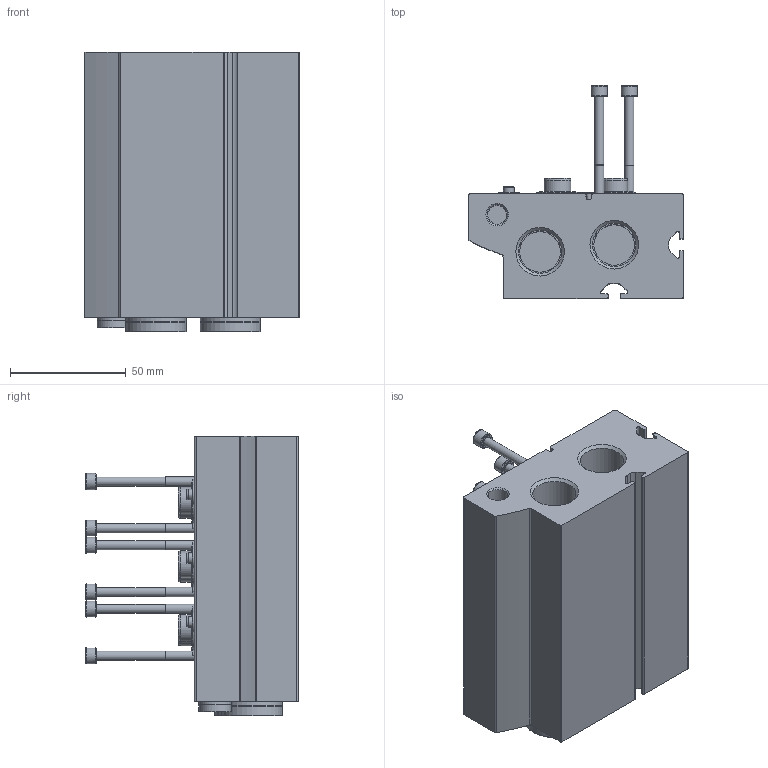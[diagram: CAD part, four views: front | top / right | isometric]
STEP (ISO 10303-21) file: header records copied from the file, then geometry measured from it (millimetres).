
FILE_DESCRIPTION(/* description */ ('STEP AP214'),/* implementation_level */ '2;1');
FILE_NAME(/* name */ '8026280_VABM-B10-25E-G12-3-P3',/* time_stamp */ '2024-09-14T09:46:51+02:00',/* author */ ('License CC BY-ND 4.0'),/* organization */ ('CADENAS'),/* preprocessor_version */ 'ST-DEVELOPER v19.3',/* originating_system */ 'PARTsolutions',/* authorisation */ ' ');
FILE_SCHEMA (('AUTOMOTIVE_DESIGN {1 0 10303 214 3 1 1}'));
Length unit declared in the file: millimetre
Products named in the file (7): 8026280 VABM-B10-25E-G12-3-P3; 8026280 VABM-B10-25E-G12-3-P3---(M); 1841565 VUVS-G14-2---(S); 2833735 F-M4x50-10.9; 1743809 VUVS-M5---(S); 3571 B-1/2---(Plug); 3568 B-1/8---(Plug)
Assembly tree (16 placements, depth 2):
  8026280 VABM-B10-25E-G12-3-P3
    8026280 VABM-B10-25E-G12-3-P3---(M)
    1841565 VUVS-G14-2---(S)  x3
    2833735 F-M4x50-10.9  x6
    1743809 VUVS-M5---(S)  x3
    3571 B-1/2---(Plug)  x2
    3568 B-1/8---(Plug)
Bounding box: 93 x 91.8 x 120.85 mm (x, y, z)
Volume: 379341.4 mm3; surface area: 83050.6 mm2
Topology: 16 solids, 16 shells, 664 faces, 1568 edges, 1002 vertices
Faces by surface type: plane 328, cylinder 199, cone 110, torus 27
Full cylindrical faces by diameter (mm): 2.9 x3, 3.242 x7, 3.5 x1, 3.9 x6, 4 x6, 4.134 x3, 4.2 x3, 4.6 x3, 5.5 x4, 6.1 x3, 7 x12, 8.2 x1, 8.566 x2, 8.6 x6, 9 x3, 9.728 x1, 11.6 x6, 12.6 x1, 14 x2, 14.6 x6, 17.6 x2, 18.631 x4, 20.955 x2, 23.4 x2, 26 x4
Entity records: 9415 total; most frequent: CARTESIAN_POINT 1713, DIRECTION 1620, ORIENTED_EDGE 1324, EDGE_CURVE 662, AXIS2_PLACEMENT_3D 633, FACE_BOUND 527, EDGE_LOOP 516, VERTEX_POINT 501
